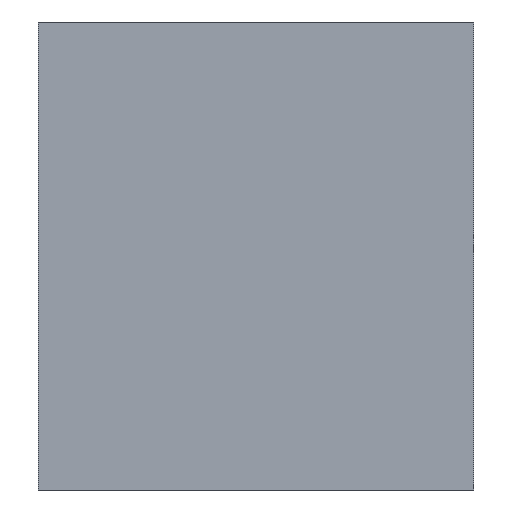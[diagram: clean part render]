
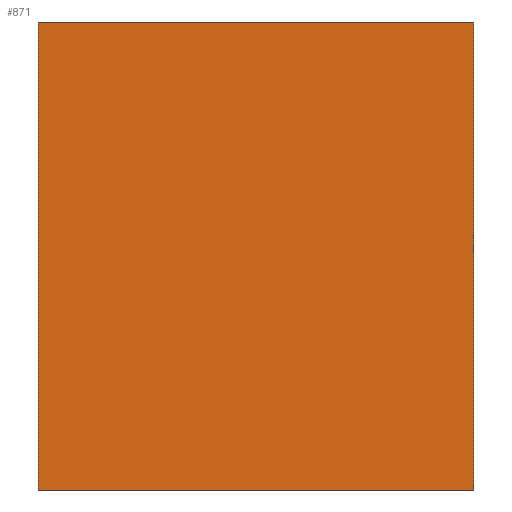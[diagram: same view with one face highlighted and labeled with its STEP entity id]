
A CAD part, front view. The second image highlights one B-rep face of the part: STEP entity #871.
In plain terms, the highlighted planar face has unit normal (0, -1, 0).
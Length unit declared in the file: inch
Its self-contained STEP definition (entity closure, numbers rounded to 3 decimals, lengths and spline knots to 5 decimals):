
#15 = ORIENTED_EDGE ( 'NONE', *, *, #650, .F. ) ;
#16 = EDGE_CURVE ( 'NONE', #882, #821, #271, .T. ) ;
#39 = ORIENTED_EDGE ( 'NONE', *, *, #16, .F. ) ;
#48 = VECTOR ( 'NONE', #447, 39.37008 ) ;
#140 = VECTOR ( 'NONE', #176, 39.37008 ) ;
#161 = CARTESIAN_POINT ( 'NONE',  ( -1.62, 0., -1.74 ) ) ;
#176 = DIRECTION ( 'NONE',  ( 0., 0., 1. ) ) ;
#190 = LINE ( 'NONE', #894, #798 ) ;
#197 = VECTOR ( 'NONE', #506, 39.37008 ) ;
#208 = DIRECTION ( 'NONE',  ( 1., 0., 0. ) ) ;
#224 = LINE ( 'NONE', #516, #140 ) ;
#229 = VERTEX_POINT ( 'NONE', #161 ) ;
#235 = DIRECTION ( 'NONE',  ( 0., -1., 0. ) ) ;
#246 = DIRECTION ( 'NONE',  ( 0., 0., -1. ) ) ;
#271 = LINE ( 'NONE', #334, #197 ) ;
#318 = FACE_OUTER_BOUND ( 'NONE', #733, .T. ) ;
#333 = CARTESIAN_POINT ( 'NONE',  ( 1.62, 0., -1.74 ) ) ;
#334 = CARTESIAN_POINT ( 'NONE',  ( -1.62, 0., 1.74 ) ) ;
#346 = VERTEX_POINT ( 'NONE', #333 ) ;
#360 = ORIENTED_EDGE ( 'NONE', *, *, #543, .T. ) ;
#411 = AXIS2_PLACEMENT_3D ( 'NONE', #803, #235, #246 ) ;
#447 = DIRECTION ( 'NONE',  ( 0., 0., 1. ) ) ;
#481 = CARTESIAN_POINT ( 'NONE',  ( 1.62, 0., 1.74 ) ) ;
#506 = DIRECTION ( 'NONE',  ( 1., 0., 0. ) ) ;
#516 = CARTESIAN_POINT ( 'NONE',  ( -1.62, 0., -1.74 ) ) ;
#539 = LINE ( 'NONE', #746, #48 ) ;
#543 = EDGE_CURVE ( 'NONE', #346, #821, #539, .T. ) ;
#568 = ORIENTED_EDGE ( 'NONE', *, *, #716, .T. ) ;
#607 = CARTESIAN_POINT ( 'NONE',  ( -1.62, 0., 1.74 ) ) ;
#650 = EDGE_CURVE ( 'NONE', #229, #882, #224, .T. ) ;
#716 = EDGE_CURVE ( 'NONE', #229, #346, #190, .T. ) ;
#727 = PLANE ( 'NONE',  #411 ) ;
#733 = EDGE_LOOP ( 'NONE', ( #39, #15, #568, #360 ) ) ;
#746 = CARTESIAN_POINT ( 'NONE',  ( 1.62, 0., -1.74 ) ) ;
#798 = VECTOR ( 'NONE', #208, 39.37008 ) ;
#803 = CARTESIAN_POINT ( 'NONE',  ( 1.485, 0., -1.615 ) ) ;
#821 = VERTEX_POINT ( 'NONE', #481 ) ;
#871 = ADVANCED_FACE ( 'NONE', ( #318 ), #727, .T. ) ;
#882 = VERTEX_POINT ( 'NONE', #607 ) ;
#894 = CARTESIAN_POINT ( 'NONE',  ( -1.62, 0., -1.74 ) ) ;
